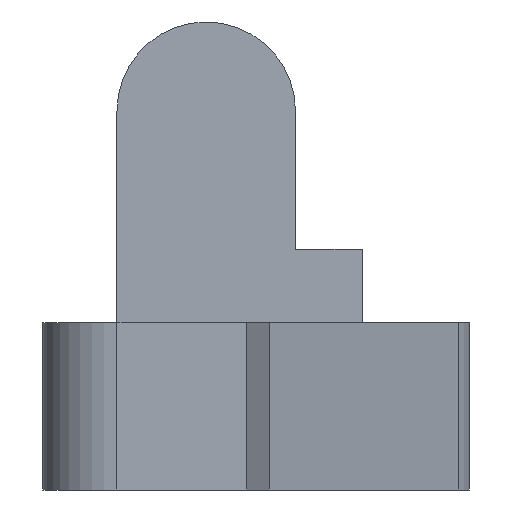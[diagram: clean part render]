
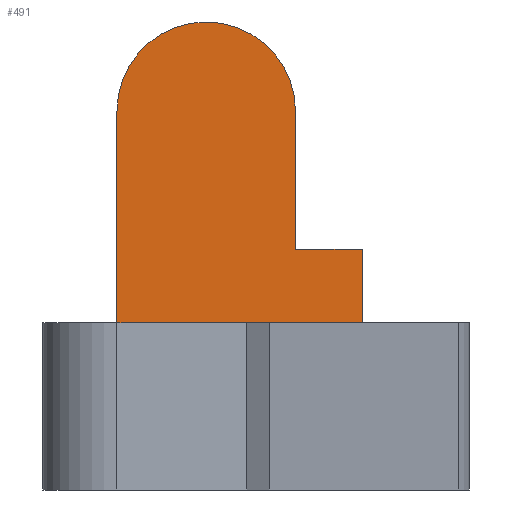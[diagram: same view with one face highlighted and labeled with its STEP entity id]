
A CAD part, left-side view. The second image highlights one B-rep face of the part: STEP entity #491.
In plain terms, the highlighted planar face has unit normal (-1, 0, 0).
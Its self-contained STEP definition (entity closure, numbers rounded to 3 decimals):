
#9 = VECTOR ( 'NONE', #414, 1000. ) ;
#13 = EDGE_CURVE ( 'NONE', #730, #297, #635, .T. ) ;
#22 = CARTESIAN_POINT ( 'NONE',  ( 0.71, -0.835, 3.6 ) ) ;
#52 = DIRECTION ( 'NONE',  ( -1., 0., 0. ) ) ;
#58 = VERTEX_POINT ( 'NONE', #575 ) ;
#66 = ORIENTED_EDGE ( 'NONE', *, *, #274, .F. ) ;
#79 = LINE ( 'NONE', #578, #170 ) ;
#81 = CARTESIAN_POINT ( 'NONE',  ( 0.71, -1.835, 0. ) ) ;
#83 = DIRECTION ( 'NONE',  ( -1., 0., 0. ) ) ;
#119 = VECTOR ( 'NONE', #562, 1000. ) ;
#135 = LINE ( 'NONE', #467, #268 ) ;
#138 = VERTEX_POINT ( 'NONE', #564 ) ;
#150 = CARTESIAN_POINT ( 'NONE',  ( 0.71, 1.835, 2.5 ) ) ;
#170 = VECTOR ( 'NONE', #365, 1000. ) ;
#184 = EDGE_CURVE ( 'NONE', #730, #411, #453, .T. ) ;
#197 = FACE_OUTER_BOUND ( 'NONE', #710, .T. ) ;
#208 = DIRECTION ( 'NONE',  ( 0., 0., -1. ) ) ;
#219 = ORIENTED_EDGE ( 'NONE', *, *, #359, .T. ) ;
#227 = EDGE_CURVE ( 'NONE', #546, #138, #481, .T. ) ;
#235 = CARTESIAN_POINT ( 'NONE',  ( 0.71, -0.835, 2.5 ) ) ;
#268 = VECTOR ( 'NONE', #536, 1000. ) ;
#274 = EDGE_CURVE ( 'NONE', #138, #350, #587, .T. ) ;
#297 = VERTEX_POINT ( 'NONE', #323 ) ;
#307 = ORIENTED_EDGE ( 'NONE', *, *, #13, .T. ) ;
#319 = CARTESIAN_POINT ( 'NONE',  ( 0.71, 1.835, 0. ) ) ;
#323 = CARTESIAN_POINT ( 'NONE',  ( 0.71, 1.835, 5.665 ) ) ;
#350 = VERTEX_POINT ( 'NONE', #319 ) ;
#359 = EDGE_CURVE ( 'NONE', #58, #350, #648, .T. ) ;
#365 = DIRECTION ( 'NONE',  ( 0., -1., 0. ) ) ;
#398 = ORIENTED_EDGE ( 'NONE', *, *, #227, .F. ) ;
#411 = VERTEX_POINT ( 'NONE', #22 ) ;
#414 = DIRECTION ( 'NONE',  ( 0., 1., 0. ) ) ;
#436 = AXIS2_PLACEMENT_3D ( 'NONE', #634, #83, #483 ) ;
#453 = LINE ( 'NONE', #235, #119 ) ;
#466 = ORIENTED_EDGE ( 'NONE', *, *, #184, .F. ) ;
#467 = CARTESIAN_POINT ( 'NONE',  ( 0.71, 1.835, 7. ) ) ;
#481 = LINE ( 'NONE', #636, #529 ) ;
#483 = DIRECTION ( 'NONE',  ( 0., -1., 0. ) ) ;
#486 = ORIENTED_EDGE ( 'NONE', *, *, #504, .F. ) ;
#490 = CARTESIAN_POINT ( 'NONE',  ( 0.71, -0.835, 5.665 ) ) ;
#491 = ADVANCED_FACE ( 'NONE', ( #197 ), #639, .T. ) ;
#502 = CARTESIAN_POINT ( 'NONE',  ( 0.71, 0.5, 5.665 ) ) ;
#504 = EDGE_CURVE ( 'NONE', #411, #546, #79, .T. ) ;
#518 = EDGE_CURVE ( 'NONE', #297, #58, #135, .T. ) ;
#519 = AXIS2_PLACEMENT_3D ( 'NONE', #502, #52, #669 ) ;
#528 = DIRECTION ( 'NONE',  ( 0., 0., -1. ) ) ;
#529 = VECTOR ( 'NONE', #208, 1000. ) ;
#536 = DIRECTION ( 'NONE',  ( 0., 0., -1. ) ) ;
#546 = VERTEX_POINT ( 'NONE', #701 ) ;
#562 = DIRECTION ( 'NONE',  ( 0., 0., -1. ) ) ;
#564 = CARTESIAN_POINT ( 'NONE',  ( 0.71, -1.835, 0. ) ) ;
#575 = CARTESIAN_POINT ( 'NONE',  ( 0.71, 1.835, 2.5 ) ) ;
#578 = CARTESIAN_POINT ( 'NONE',  ( 0.71, -1.835, 3.6 ) ) ;
#580 = ORIENTED_EDGE ( 'NONE', *, *, #518, .T. ) ;
#587 = LINE ( 'NONE', #81, #9 ) ;
#634 = CARTESIAN_POINT ( 'NONE',  ( 0.71, -1.835, 2.5 ) ) ;
#635 = CIRCLE ( 'NONE', #519, 1.335 ) ;
#636 = CARTESIAN_POINT ( 'NONE',  ( 0.71, -1.835, 2.5 ) ) ;
#639 = PLANE ( 'NONE',  #436 ) ;
#648 = LINE ( 'NONE', #150, #716 ) ;
#669 = DIRECTION ( 'NONE',  ( 0., -1., 0. ) ) ;
#701 = CARTESIAN_POINT ( 'NONE',  ( 0.71, -1.835, 3.6 ) ) ;
#710 = EDGE_LOOP ( 'NONE', ( #466, #307, #580, #219, #66, #398, #486 ) ) ;
#716 = VECTOR ( 'NONE', #528, 1000. ) ;
#730 = VERTEX_POINT ( 'NONE', #490 ) ;
